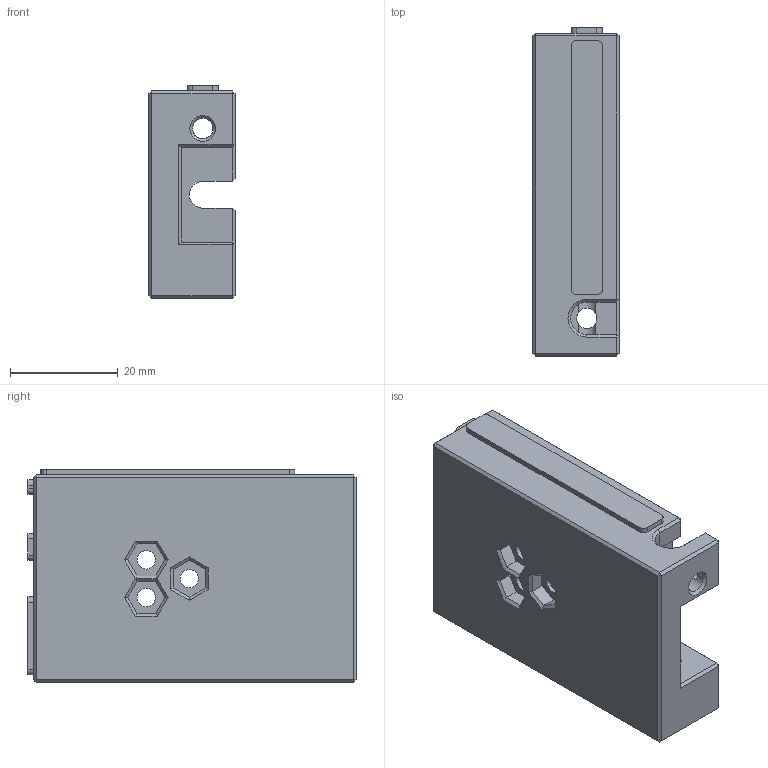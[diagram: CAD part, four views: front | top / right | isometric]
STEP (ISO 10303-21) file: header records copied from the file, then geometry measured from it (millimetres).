
FILE_DESCRIPTION(/* description */ (''),/* implementation_level */ '2;1');
FILE_NAME(/* name */ 'Drag Chain Bracket.step',/* time_stamp */ '2025-11-05T13:44:11+09:00',/* author */ (''),/* organization */ (''),/* preprocessor_version */ 'ST-DEVELOPER v20.1',/* originating_system */ 'Autodesk Translation Framework v14.17.0.0',/* authorisation */ '');
FILE_SCHEMA (('AUTOMOTIVE_DESIGN { 1 0 10303 214 3 1 1 }'));
Length unit declared in the file: millimetre
Products named in the file (1): 2025-11-05-13-44-10-747
Bounding box: 16 x 61 x 39.6 mm (x, y, z)
Volume: 26647.1 mm3; surface area: 10048.8 mm2
Topology: 1 solids, 1 shells, 169 faces, 409 edges, 245 vertices
Faces by surface type: plane 138, cylinder 28, cone 3
Full cylindrical faces by diameter (mm): 3.4 x3, 3.8 x4
Entity records: 4877 total; most frequent: CARTESIAN_POINT 852, ORIENTED_EDGE 818, DIRECTION 813, EDGE_CURVE 409, LINE 341, VECTOR 341, VERTEX_POINT 245, AXIS2_PLACEMENT_3D 236
